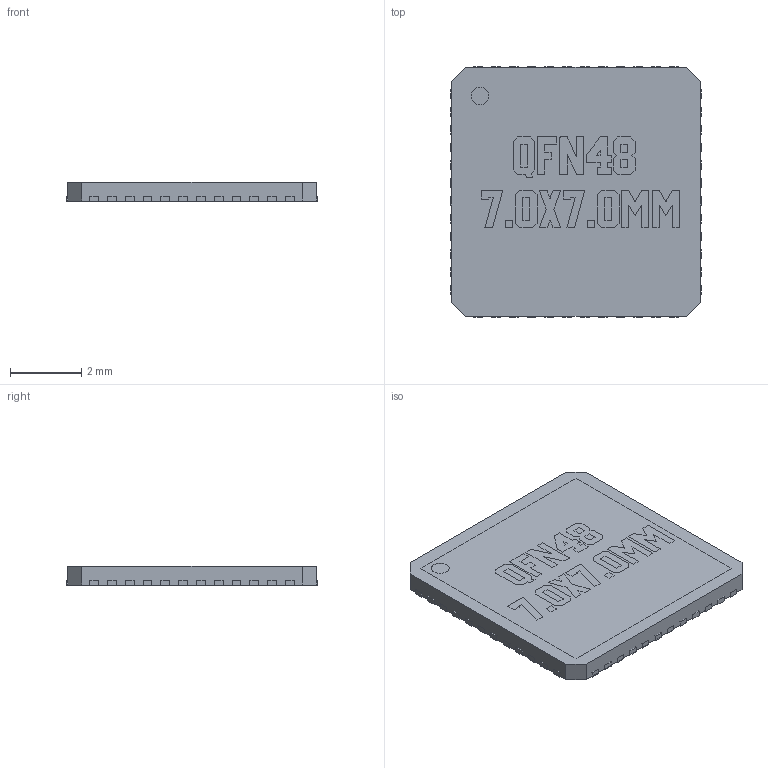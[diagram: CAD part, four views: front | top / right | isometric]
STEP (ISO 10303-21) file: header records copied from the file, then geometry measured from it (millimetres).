
FILE_DESCRIPTION(('FreeCAD Model'),'2;1');
FILE_NAME('Open CASCADE Shape Model','2022-01-13T15:48:52',('Author'),( ''),'Open CASCADE STEP processor 7.5','FreeCAD','Unknown');
FILE_SCHEMA(('AUTOMOTIVE_DESIGN { 1 0 10303 214 1 1 1 1 }'));
Length unit declared in the file: millimetre
Products named in the file (6): Part; Body; TxT; Pad003; Solid; Solid001
Assembly tree (5 placements, depth 2):
  Part
    Body
    TxT
    Pad003
    Solid
    Solid001
Bounding box: 7.04 x 7.04 x 0.55 mm (x, y, z)
Surface area: 370.1 mm2
Topology: 27 solids, 27 shells, 667 faces, 1776 edges, 1184 vertices
Faces by surface type: plane 494, extrusion 119, cylinder 54
Full cylindrical faces by diameter (mm): 0.5 x1
Entity records: 44575 total; most frequent: CARTESIAN_POINT 9276, DIRECTION 6136, VECTOR 4755, LINE 4636, ORIENTED_EDGE 3552, PCURVE 3552, DEFINITIONAL_REPRESENTATION 3552, EDGE_CURVE 1776
